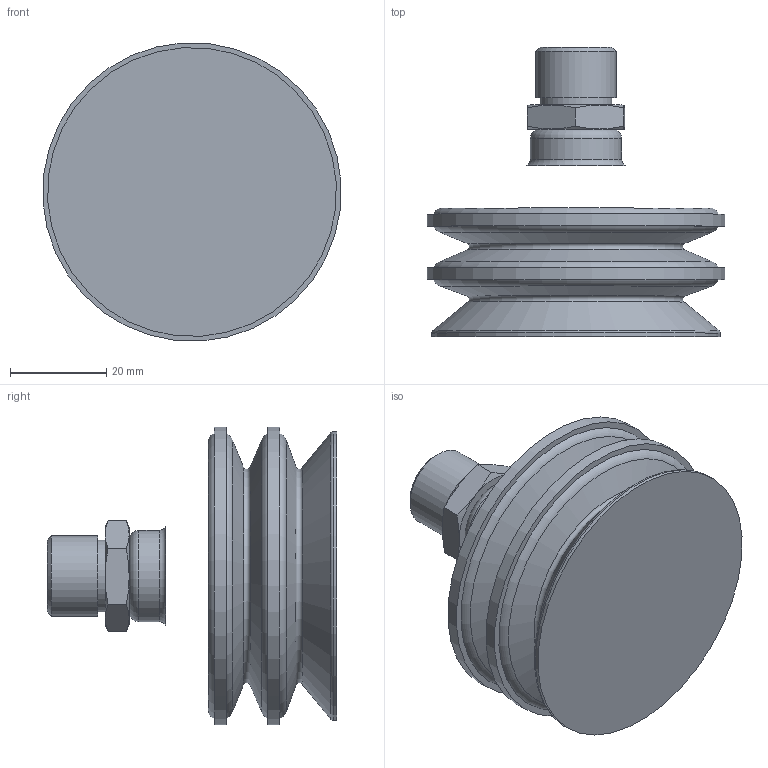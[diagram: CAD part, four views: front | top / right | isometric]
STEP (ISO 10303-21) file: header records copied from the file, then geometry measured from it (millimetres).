
FILE_DESCRIPTION(/* description */ (''),/* implementation_level */ '2;1');
FILE_NAME(/* name */ 'vf62sb_rac7r3-8m.stp',/* time_stamp */ '2020-07-06T10:09:36+02:00',/* author */ ('enginyeria'),/* organization */ (''),/* preprocessor_version */ 'ST-DEVELOPER v17',/* originating_system */ 'Autodesk Inventor 2019',/* authorisation */ '');
FILE_SCHEMA (('CONFIG_CONTROL_DESIGN'));
Length unit declared in the file: millimetre
Products named in the file (1): Pieza67
Bounding box: 61.86 x 60.08 x 61.86 mm (x, y, z)
Volume: 80274.4 mm3; surface area: 16039.9 mm2
Topology: 1 solids, 1 shells, 51 faces, 139 edges, 98 vertices
Faces by surface type: cone 19, plane 16, torus 9, cylinder 7
Full cylindrical faces by diameter (mm): 6 x1, 14.95 x1, 16.662 x1, 19 x1, 60 x1, 62 x2
Entity records: 1776 total; most frequent: CARTESIAN_POINT 337, DIRECTION 314, ORIENTED_EDGE 278, AXIS2_PLACEMENT_3D 147, EDGE_CURVE 139, VERTEX_POINT 98, CIRCLE 95, EDGE_LOOP 59
